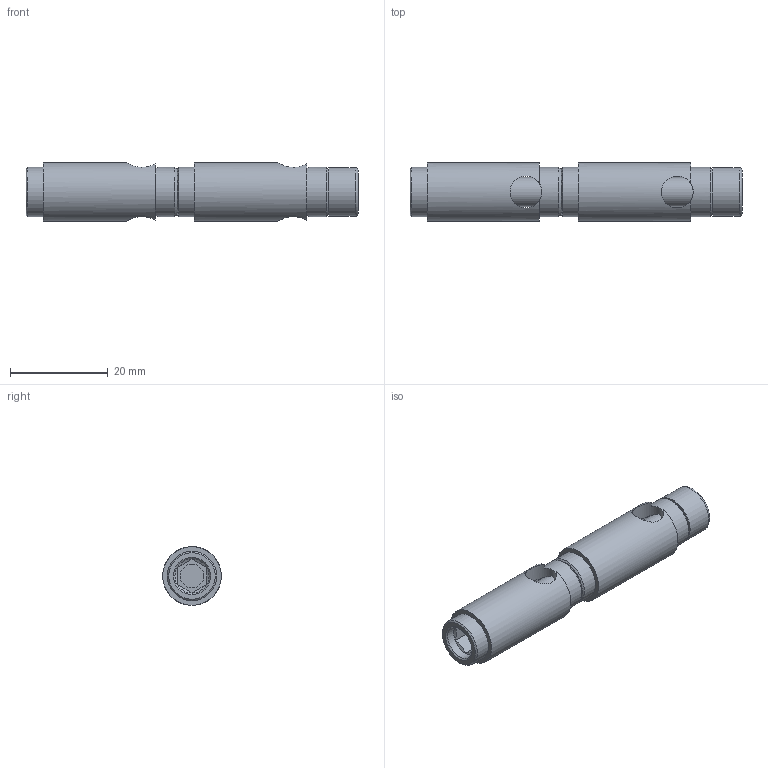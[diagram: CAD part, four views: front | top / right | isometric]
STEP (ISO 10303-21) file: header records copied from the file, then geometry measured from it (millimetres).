
FILE_DESCRIPTION(/* description */ ('STEP AP214'),/* implementation_level */ '2;1');
FILE_NAME(/* name */ '1025211.stp',/* time_stamp */ '2024-05-06T13:09:40+02:00',/* author */ ('b.steehouwer'),/* organization */ ('CADENAS'),/* preprocessor_version */ 'ST-DEVELOPER v18.1',/* originating_system */ 'Autodesk Inventor 2021',/* authorisation */ ' ');
FILE_SCHEMA (('AUTOMOTIVE_DESIGN { 1 0 10303 214 3 1 1 }'));
Length unit declared in the file: millimetre
Products named in the file (4): 1025211; 1025211-1; 1025211-2; 1025211-3
Assembly tree (3 placements, depth 2):
  1025211
    1025211-1
    1025211-2
    1025211-3
Bounding box: 68 x 12 x 12 mm (x, y, z)
Volume: 6218.1 mm3; surface area: 4974.5 mm2
Topology: 3 solids, 3 shells, 85 faces, 212 edges, 133 vertices
Faces by surface type: plane 57, cylinder 14, cone 12, torus 2
Full cylindrical faces by diameter (mm): 4.8 x2, 6 x1, 6.5 x2, 7 x2, 10 x1, 10.1 x4, 12 x2
Entity records: 2883 total; most frequent: CARTESIAN_POINT 731, ORIENTED_EDGE 422, DIRECTION 415, EDGE_CURVE 211, AXIS2_PLACEMENT_3D 155, VERTEX_POINT 133, LINE 105, VECTOR 105
